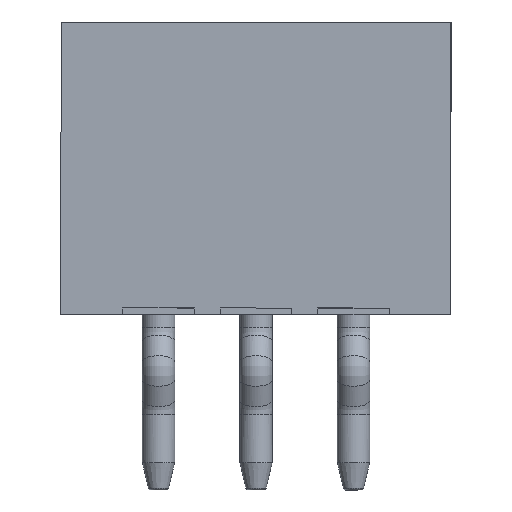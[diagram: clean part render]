
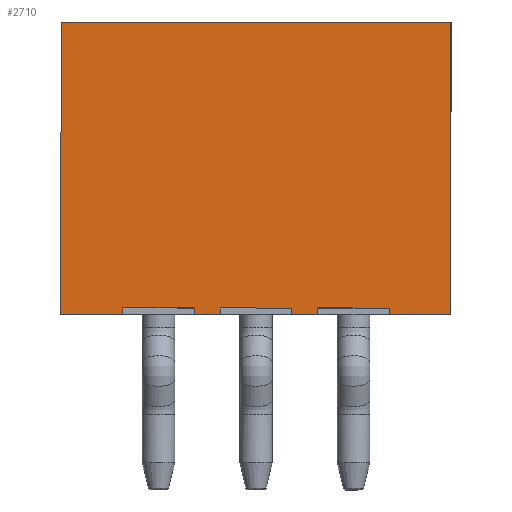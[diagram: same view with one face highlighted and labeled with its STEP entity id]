
A CAD part, front view. The second image highlights one B-rep face of the part: STEP entity #2710.
In plain terms, the highlighted face is planar.
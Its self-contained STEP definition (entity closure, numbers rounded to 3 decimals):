
#480=ORIENTED_EDGE('',*,*,#896,.T.);
#481=ORIENTED_EDGE('',*,*,#722,.T.);
#482=ORIENTED_EDGE('',*,*,#720,.T.);
#483=ORIENTED_EDGE('',*,*,#717,.T.);
#484=ORIENTED_EDGE('',*,*,#897,.T.);
#485=ORIENTED_EDGE('',*,*,#744,.T.);
#486=ORIENTED_EDGE('',*,*,#742,.T.);
#487=ORIENTED_EDGE('',*,*,#739,.T.);
#488=ORIENTED_EDGE('',*,*,#898,.T.);
#489=ORIENTED_EDGE('',*,*,#798,.T.);
#490=ORIENTED_EDGE('',*,*,#796,.T.);
#491=ORIENTED_EDGE('',*,*,#793,.T.);
#492=ORIENTED_EDGE('',*,*,#899,.T.);
#493=ORIENTED_EDGE('',*,*,#881,.F.);
#494=ORIENTED_EDGE('',*,*,#875,.F.);
#495=ORIENTED_EDGE('',*,*,#888,.T.);
#717=EDGE_CURVE('',#997,#998,#1201,.T.);
#720=EDGE_CURVE('',#999,#997,#1204,.T.);
#722=EDGE_CURVE('',#1000,#999,#1206,.T.);
#739=EDGE_CURVE('',#1013,#1014,#1223,.T.);
#742=EDGE_CURVE('',#1015,#1013,#1226,.T.);
#744=EDGE_CURVE('',#1016,#1015,#1228,.T.);
#793=EDGE_CURVE('',#1053,#1054,#1277,.T.);
#796=EDGE_CURVE('',#1055,#1053,#1280,.T.);
#798=EDGE_CURVE('',#1056,#1055,#1282,.T.);
#875=EDGE_CURVE('',#1105,#1106,#1359,.T.);
#881=EDGE_CURVE('',#1106,#1109,#1365,.T.);
#888=EDGE_CURVE('',#1105,#1112,#1372,.T.);
#896=EDGE_CURVE('',#1112,#1000,#1377,.T.);
#897=EDGE_CURVE('',#998,#1016,#1378,.T.);
#898=EDGE_CURVE('',#1014,#1056,#1379,.T.);
#899=EDGE_CURVE('',#1054,#1109,#1380,.T.);
#997=VERTEX_POINT('',#3436);
#998=VERTEX_POINT('',#3437);
#999=VERTEX_POINT('',#3442);
#1000=VERTEX_POINT('',#3446);
#1013=VERTEX_POINT('',#3482);
#1014=VERTEX_POINT('',#3483);
#1015=VERTEX_POINT('',#3488);
#1016=VERTEX_POINT('',#3492);
#1053=VERTEX_POINT('',#3594);
#1054=VERTEX_POINT('',#3595);
#1055=VERTEX_POINT('',#3600);
#1056=VERTEX_POINT('',#3604);
#1105=VERTEX_POINT('',#3756);
#1106=VERTEX_POINT('',#3758);
#1109=VERTEX_POINT('',#3770);
#1112=VERTEX_POINT('',#3780);
#1201=LINE('',#3435,#1385);
#1204=LINE('',#3441,#1388);
#1206=LINE('',#3445,#1390);
#1223=LINE('',#3481,#1407);
#1226=LINE('',#3487,#1410);
#1228=LINE('',#3491,#1412);
#1277=LINE('',#3593,#1461);
#1280=LINE('',#3599,#1464);
#1282=LINE('',#3603,#1466);
#1359=LINE('',#3757,#1543);
#1365=LINE('',#3769,#1549);
#1372=LINE('',#3781,#1556);
#1377=LINE('',#3796,#1561);
#1378=LINE('',#3797,#1562);
#1379=LINE('',#3798,#1563);
#1380=LINE('',#3799,#1564);
#1385=VECTOR('',#2928,1000.);
#1388=VECTOR('',#2933,1000.);
#1390=VECTOR('',#2937,1000.);
#1407=VECTOR('',#2966,1000.);
#1410=VECTOR('',#2971,1000.);
#1412=VECTOR('',#2975,1000.);
#1461=VECTOR('',#3056,1000.);
#1464=VECTOR('',#3061,1000.);
#1466=VECTOR('',#3065,1000.);
#1543=VECTOR('',#3196,1000.);
#1549=VECTOR('',#3208,1000.);
#1556=VECTOR('',#3217,1000.);
#1561=VECTOR('',#3236,1000.);
#1562=VECTOR('',#3237,1000.);
#1563=VECTOR('',#3238,1000.);
#1564=VECTOR('',#3239,1000.);
#1636=EDGE_LOOP('',(#480,#481,#482,#483,#484,#485,#486,#487,#488,#489,#490,
#491,#492,#493,#494,#495));
#1772=FACE_BOUND('',#1636,.T.);
#1901=PLANE('',#2825);
#2710=ADVANCED_FACE('',(#1772),#1901,.T.);
#2825=AXIS2_PLACEMENT_3D('',#3795,#3234,#3235);
#2928=DIRECTION('',(0.,0.,-1.));
#2933=DIRECTION('',(-1.,0.,0.));
#2937=DIRECTION('',(0.,0.,1.));
#2966=DIRECTION('',(0.,0.,-1.));
#2971=DIRECTION('',(-1.,0.,0.));
#2975=DIRECTION('',(0.,0.,1.));
#3056=DIRECTION('',(0.,0.,-1.));
#3061=DIRECTION('',(-1.,0.,0.));
#3065=DIRECTION('',(0.,0.,1.));
#3196=DIRECTION('',(-1.,0.,0.));
#3208=DIRECTION('',(0.,0.,-1.));
#3217=DIRECTION('',(0.,0.,-1.));
#3234=DIRECTION('',(0.,1.,0.));
#3235=DIRECTION('',(0.,0.,1.));
#3236=DIRECTION('',(-1.,0.,0.));
#3237=DIRECTION('',(-1.,0.,0.));
#3238=DIRECTION('',(-1.,0.,0.));
#3239=DIRECTION('',(-1.,0.,0.));
#3435=CARTESIAN_POINT('',(0.95,1.75,-2.15));
#3436=CARTESIAN_POINT('',(0.95,1.75,-2.15));
#3437=CARTESIAN_POINT('',(0.95,1.75,-2.25));
#3441=CARTESIAN_POINT('',(2.05,1.75,-2.15));
#3442=CARTESIAN_POINT('',(2.05,1.75,-2.15));
#3445=CARTESIAN_POINT('',(2.05,1.75,-2.25));
#3446=CARTESIAN_POINT('',(2.05,1.75,-2.25));
#3481=CARTESIAN_POINT('',(-0.55,1.75,-2.15));
#3482=CARTESIAN_POINT('',(-0.55,1.75,-2.15));
#3483=CARTESIAN_POINT('',(-0.55,1.75,-2.25));
#3487=CARTESIAN_POINT('',(0.55,1.75,-2.15));
#3488=CARTESIAN_POINT('',(0.55,1.75,-2.15));
#3491=CARTESIAN_POINT('',(0.55,1.75,-2.25));
#3492=CARTESIAN_POINT('',(0.55,1.75,-2.25));
#3593=CARTESIAN_POINT('',(-2.05,1.75,-2.15));
#3594=CARTESIAN_POINT('',(-2.05,1.75,-2.15));
#3595=CARTESIAN_POINT('',(-2.05,1.75,-2.25));
#3599=CARTESIAN_POINT('',(-0.95,1.75,-2.15));
#3600=CARTESIAN_POINT('',(-0.95,1.75,-2.15));
#3603=CARTESIAN_POINT('',(-0.95,1.75,-2.25));
#3604=CARTESIAN_POINT('',(-0.95,1.75,-2.25));
#3756=CARTESIAN_POINT('',(3.,1.75,2.25));
#3757=CARTESIAN_POINT('',(3.,1.75,2.25));
#3758=CARTESIAN_POINT('',(-3.,1.75,2.25));
#3769=CARTESIAN_POINT('',(-3.,1.75,2.25));
#3770=CARTESIAN_POINT('',(-3.,1.75,-2.25));
#3780=CARTESIAN_POINT('',(3.,1.75,-2.25));
#3781=CARTESIAN_POINT('',(3.,1.75,2.25));
#3795=CARTESIAN_POINT('',(3.,1.75,2.25));
#3796=CARTESIAN_POINT('',(3.,1.75,-2.25));
#3797=CARTESIAN_POINT('',(3.,1.75,-2.25));
#3798=CARTESIAN_POINT('',(3.,1.75,-2.25));
#3799=CARTESIAN_POINT('',(3.,1.75,-2.25));
